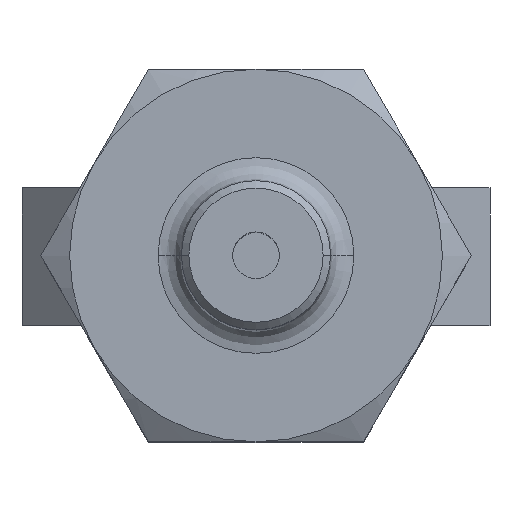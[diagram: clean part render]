
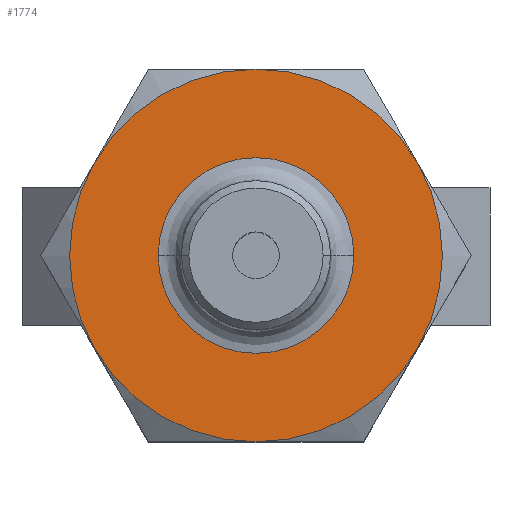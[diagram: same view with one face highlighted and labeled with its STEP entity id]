
A CAD part, top view. The second image highlights one B-rep face of the part: STEP entity #1774.
In plain terms, the highlighted planar face has unit normal (0, 0, 1).
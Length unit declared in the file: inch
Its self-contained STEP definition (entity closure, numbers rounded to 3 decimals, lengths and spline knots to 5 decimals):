
#186=CARTESIAN_POINT('',(0.2625,0.,0.3125));
#187=VERTEX_POINT('',#186);
#204=CARTESIAN_POINT('',(-0.2625,0.,0.3125));
#205=VERTEX_POINT('',#204);
#213=CARTESIAN_POINT('',(0.0,0.0,0.3125));
#214=DIRECTION('',(0.0,0.0,1.0));
#215=DIRECTION('',(-1.0,0.0,0.0));
#216=AXIS2_PLACEMENT_3D('',#213,#214,#215);
#217=CIRCLE('',#216,0.2625);
#218=EDGE_CURVE('',#205,#187,#217,.T.);
#1697=CARTESIAN_POINT('',(0.0,0.0,0.3125));
#1698=DIRECTION('',(0.0,0.0,1.0));
#1699=DIRECTION('',(-1.0,0.0,0.0));
#1700=AXIS2_PLACEMENT_3D('',#1697,#1698,#1699);
#1701=CIRCLE('',#1700,0.2625);
#1702=EDGE_CURVE('',#187,#205,#1701,.T.);
#1709=CARTESIAN_POINT('',(0.,0.,0.3125));
#1710=DIRECTION('',(0.0,0.0,1.0));
#1711=DIRECTION('',(1.0,0.0,0.0));
#1712=AXIS2_PLACEMENT_3D('',#1709,#1710,#1711);
#1713=PLANE('',#1712);
#1714=CARTESIAN_POINT('',(0.43301,0.25,0.3125));
#1715=VERTEX_POINT('',#1714);
#1716=CARTESIAN_POINT('',(0.0,0.5,0.3125));
#1717=VERTEX_POINT('',#1716);
#1718=CARTESIAN_POINT('',(0.0,0.0,0.3125));
#1719=DIRECTION('',(0.0,0.0,1.0));
#1720=DIRECTION('',(0.0,1.0,0.0));
#1721=AXIS2_PLACEMENT_3D('',#1718,#1719,#1720);
#1722=CIRCLE('',#1721,0.5);
#1723=EDGE_CURVE('',#1715,#1717,#1722,.T.);
#1724=ORIENTED_EDGE('',*,*,#1723,.T.);
#1725=CARTESIAN_POINT('',(-0.43301,0.25,0.3125));
#1726=VERTEX_POINT('',#1725);
#1727=CARTESIAN_POINT('',(0.0,0.0,0.3125));
#1728=DIRECTION('',(0.0,0.0,1.0));
#1729=DIRECTION('',(0.0,1.0,0.0));
#1730=AXIS2_PLACEMENT_3D('',#1727,#1728,#1729);
#1731=CIRCLE('',#1730,0.5);
#1732=EDGE_CURVE('',#1717,#1726,#1731,.T.);
#1733=ORIENTED_EDGE('',*,*,#1732,.T.);
#1734=CARTESIAN_POINT('',(-0.43301,-0.25,0.3125));
#1735=VERTEX_POINT('',#1734);
#1736=CARTESIAN_POINT('',(0.0,0.0,0.3125));
#1737=DIRECTION('',(0.0,0.0,1.0));
#1738=DIRECTION('',(0.0,1.0,0.0));
#1739=AXIS2_PLACEMENT_3D('',#1736,#1737,#1738);
#1740=CIRCLE('',#1739,0.5);
#1741=EDGE_CURVE('',#1726,#1735,#1740,.T.);
#1742=ORIENTED_EDGE('',*,*,#1741,.T.);
#1743=CARTESIAN_POINT('',(0.,-0.5,0.3125));
#1744=VERTEX_POINT('',#1743);
#1745=CARTESIAN_POINT('',(0.0,0.0,0.3125));
#1746=DIRECTION('',(0.0,0.0,1.0));
#1747=DIRECTION('',(0.0,1.0,0.0));
#1748=AXIS2_PLACEMENT_3D('',#1745,#1746,#1747);
#1749=CIRCLE('',#1748,0.5);
#1750=EDGE_CURVE('',#1735,#1744,#1749,.T.);
#1751=ORIENTED_EDGE('',*,*,#1750,.T.);
#1752=CARTESIAN_POINT('',(0.43301,-0.25,0.3125));
#1753=VERTEX_POINT('',#1752);
#1754=CARTESIAN_POINT('',(0.0,0.0,0.3125));
#1755=DIRECTION('',(0.0,0.0,1.0));
#1756=DIRECTION('',(0.0,1.0,0.0));
#1757=AXIS2_PLACEMENT_3D('',#1754,#1755,#1756);
#1758=CIRCLE('',#1757,0.5);
#1759=EDGE_CURVE('',#1744,#1753,#1758,.T.);
#1760=ORIENTED_EDGE('',*,*,#1759,.T.);
#1761=CARTESIAN_POINT('',(0.0,0.0,0.3125));
#1762=DIRECTION('',(0.0,0.0,1.0));
#1763=DIRECTION('',(0.0,1.0,0.0));
#1764=AXIS2_PLACEMENT_3D('',#1761,#1762,#1763);
#1765=CIRCLE('',#1764,0.5);
#1766=EDGE_CURVE('',#1753,#1715,#1765,.T.);
#1767=ORIENTED_EDGE('',*,*,#1766,.T.);
#1768=EDGE_LOOP('',(#1724,#1733,#1742,#1751,#1760,#1767));
#1769=FACE_OUTER_BOUND('',#1768,.T.);
#1770=ORIENTED_EDGE('',*,*,#1702,.F.);
#1771=ORIENTED_EDGE('',*,*,#218,.F.);
#1772=EDGE_LOOP('',(#1770,#1771));
#1773=FACE_BOUND('',#1772,.T.);
#1774=ADVANCED_FACE('',(#1769,#1773),#1713,.T.);
